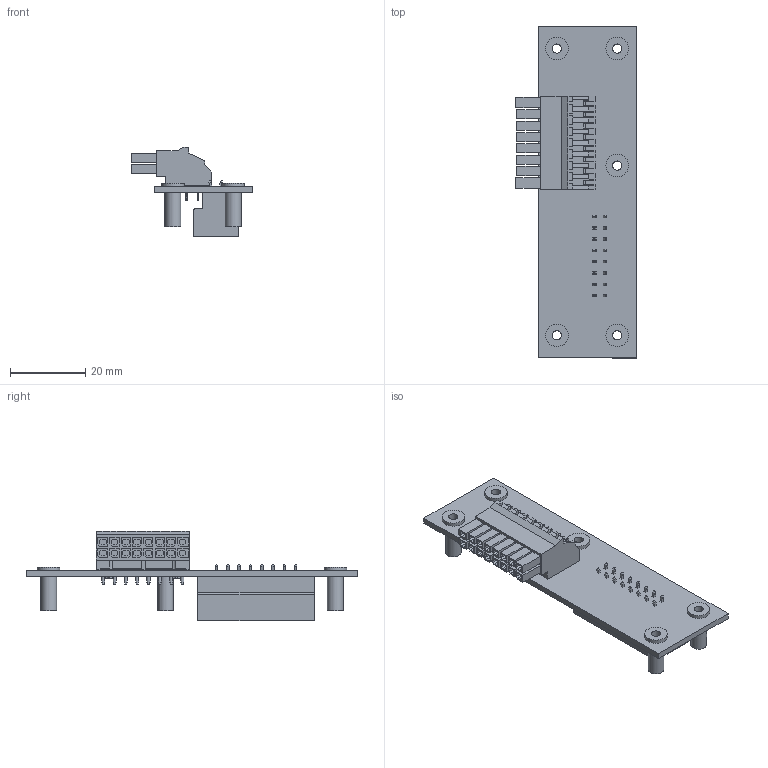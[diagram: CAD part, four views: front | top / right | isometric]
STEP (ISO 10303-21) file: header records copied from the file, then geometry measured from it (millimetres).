
FILE_DESCRIPTION(/* description */ (''),/* implementation_level */ '2;1');
FILE_NAME(/* name */ 'Helper#1-A01.iam.v1.stp',/* time_stamp */ '2025-03-26T19:17:31+01:00',/* author */ ('Magdziak M'),/* organization */ ('Technosystem'),/* preprocessor_version */ 'ST-DEVELOPER v20',/* originating_system */ 'Autodesk Inventor 2024',/* authorisation */ '');
FILE_SCHEMA (('AUTOMOTIVE_DESIGN { 1 0 10303 214 3 1 1 }'));
Length unit declared in the file: millimetre
Products named in the file (5): #40612; #40613; 447641601; 444321601; 9775106360R
Assembly tree (8 placements, depth 2):
  #40612
    #40613
    447641601
    444321601
    9775106360R  x5
Bounding box: 31.88 x 88 x 23.69 mm (x, y, z)
Volume: 9347.5 mm3; surface area: 13269.9 mm2
Topology: 8 solids, 8 shells, 1307 faces, 3582 edges, 2301 vertices
Faces by surface type: plane 1134, cylinder 173
Full cylindrical faces by diameter (mm): 2.459 x5, 4.2 x5, 4.4 x5, 6 x5
Entity records: 40605 total; most frequent: CARTESIAN_POINT 7119, ORIENTED_EDGE 7092, DIRECTION 6590, EDGE_CURVE 3546, LINE 3094, VECTOR 3094, VERTEX_POINT 2277, AXIS2_PLACEMENT_3D 1748
